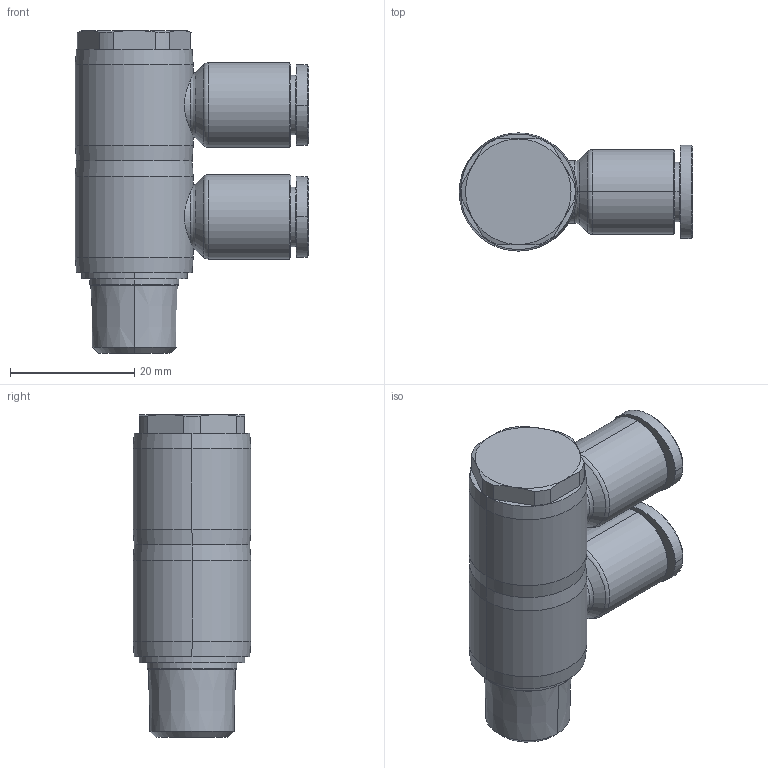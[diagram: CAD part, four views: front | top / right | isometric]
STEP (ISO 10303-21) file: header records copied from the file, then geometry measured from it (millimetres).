
FILE_DESCRIPTION((''),'2;1');
FILE_NAME('GPH_0802(2)(3D).stp','2012-12-20T16:23:29',(''),(''),'Mechanical Desktop.R8.0.24.0','Mechanical Desktop.R8.0.24.0',', , ');
FILE_SCHEMA(('CONFIG_CONTROL_DESIGN'));
Length unit declared in the file: millimetre
Products named in the file (2): GPH_0802(2)(3D); 睡ヶ1
Assembly tree (1 placements, depth 2):
  GPH_0802(2)(3D)
    睡ヶ1
Bounding box: 37.6 x 19 x 52 mm (x, y, z)
Volume: 13807 mm3; surface area: 7565.2 mm2
Topology: 1 solids, 1 shells, 842 faces, 2344 edges, 1545 vertices
Faces by surface type: plane 686, bspline 62, cylinder 50, cone 40, torus 4
Entity records: 28287 total; most frequent: CARTESIAN_POINT 6665, ORIENTED_EDGE 4684, DIRECTION 4128, EDGE_CURVE 2342, VECTOR 2052, LINE 2052, VERTEX_POINT 1545, AXIS2_PLACEMENT_3D 1038
